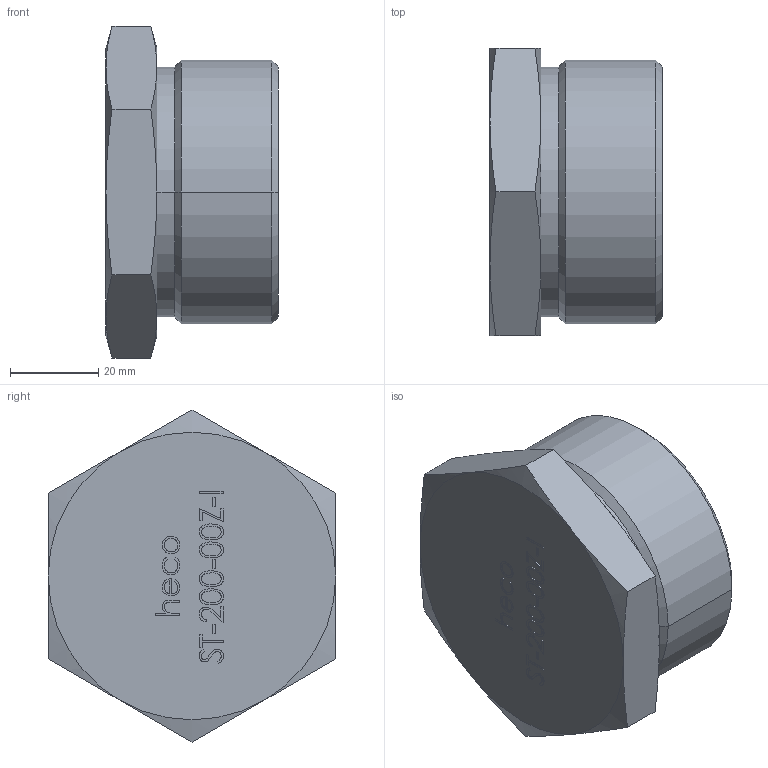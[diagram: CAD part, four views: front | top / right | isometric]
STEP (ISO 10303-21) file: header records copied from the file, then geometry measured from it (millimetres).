
FILE_DESCRIPTION (( 'STEP AP214' ), '1' );
FILE_NAME ('heco_ST-200-00Z-I.STEP', '2016-09-15T09:26:35', ( '' ), ( '' ), 'SwSTEP 2.0', 'SolidWorks 2016', '' );
FILE_SCHEMA (( 'AUTOMOTIVE_DESIGN' ));
Length unit declared in the file: millimetre
Products named in the file (1): heco_ST-200-00Z-I
Bounding box: 39.1 x 65 x 75.06 mm (x, y, z)
Volume: 54754.5 mm3; surface area: 20165.5 mm2
Topology: 1 solids, 1 shells, 199 faces, 501 edges, 328 vertices
Faces by surface type: bspline 92, plane 85, cone 16, cylinder 6
Entity records: 13226 total; most frequent: CARTESIAN_POINT 7329, ORIENTED_EDGE 1002, DIRECTION 535, EDGE_CURVE 501, VERTEX_POINT 328, LINE 267, VECTOR 267, EDGE_LOOP 223
